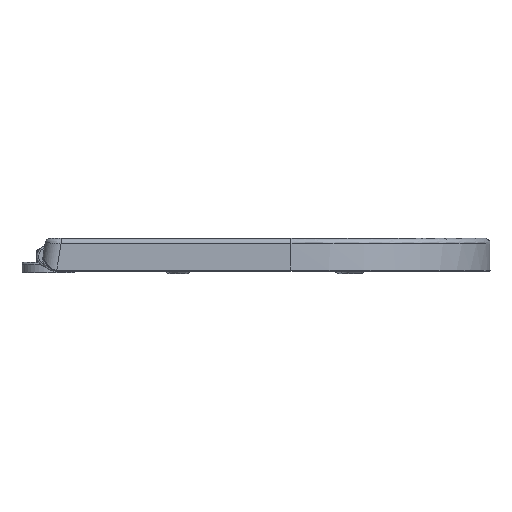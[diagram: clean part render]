
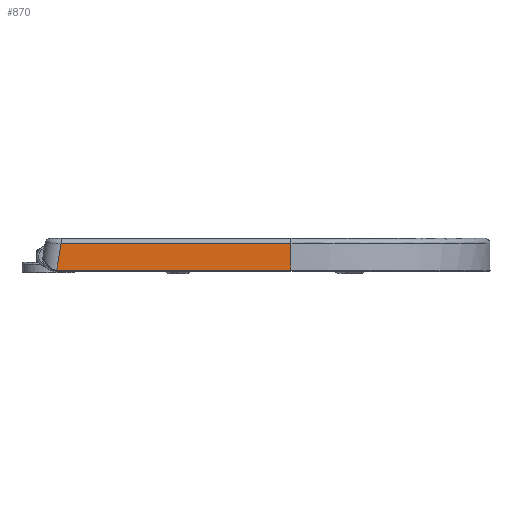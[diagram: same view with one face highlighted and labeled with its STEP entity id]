
A CAD part, front view. The second image highlights one B-rep face of the part: STEP entity #870.
In plain terms, the highlighted face is planar.
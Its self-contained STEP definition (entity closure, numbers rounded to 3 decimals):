
#316 = CARTESIAN_POINT ( 'NONE',  ( 193.547, 31.097, -177. ) ) ;
#870 = ADVANCED_FACE ( 'NONE', ( #9433 ), #23936, .F. ) ;
#2267 = AXIS2_PLACEMENT_3D ( 'NONE', #20359, #46045, #13457 ) ;
#3400 = LINE ( 'NONE', #316, #41470 ) ;
#4588 = EDGE_CURVE ( 'NONE', #34236, #21993, #6134, .T. ) ;
#5645 = DIRECTION ( 'NONE',  ( 0., -1., 0. ) ) ;
#6134 = LINE ( 'NONE', #39389, #13584 ) ;
#6957 = DIRECTION ( 'NONE',  ( -0.16, 0.987, 0. ) ) ;
#9433 = FACE_OUTER_BOUND ( 'NONE', #42438, .T. ) ;
#12024 = ORIENTED_EDGE ( 'NONE', *, *, #31378, .F. ) ;
#12545 = LINE ( 'NONE', #23253, #16515 ) ;
#13457 = DIRECTION ( 'NONE',  ( 1., 0., 0. ) ) ;
#13584 = VECTOR ( 'NONE', #31797, 1000. ) ;
#14562 = CARTESIAN_POINT ( 'NONE',  ( -26.42, 3.099, -177. ) ) ;
#16515 = VECTOR ( 'NONE', #5645, 1000. ) ;
#16587 = CARTESIAN_POINT ( 'NONE',  ( 208.353, 3.099, -177. ) ) ;
#20311 = VERTEX_POINT ( 'NONE', #36848 ) ;
#20359 = CARTESIAN_POINT ( 'NONE',  ( 208.353, 33.5, -177. ) ) ;
#21993 = VERTEX_POINT ( 'NONE', #34234 ) ;
#23253 = CARTESIAN_POINT ( 'NONE',  ( -26.42, 11.318, -177. ) ) ;
#23936 = PLANE ( 'NONE',  #2267 ) ;
#25326 = VERTEX_POINT ( 'NONE', #14562 ) ;
#25394 = EDGE_CURVE ( 'NONE', #20311, #34236, #3400, .T. ) ;
#26315 = CARTESIAN_POINT ( 'NONE',  ( 193.968, 28.5, -177. ) ) ;
#31378 = EDGE_CURVE ( 'NONE', #21993, #25326, #12545, .T. ) ;
#31509 = EDGE_CURVE ( 'NONE', #25326, #20311, #39153, .T. ) ;
#31797 = DIRECTION ( 'NONE',  ( -1., 0., 0. ) ) ;
#33216 = VECTOR ( 'NONE', #46513, 1000. ) ;
#34234 = CARTESIAN_POINT ( 'NONE',  ( -26.42, 28.5, -177. ) ) ;
#34236 = VERTEX_POINT ( 'NONE', #26315 ) ;
#35767 = ORIENTED_EDGE ( 'NONE', *, *, #4588, .F. ) ;
#36848 = CARTESIAN_POINT ( 'NONE',  ( 198.091, 3.099, -177. ) ) ;
#39153 = LINE ( 'NONE', #16587, #33216 ) ;
#39383 = ORIENTED_EDGE ( 'NONE', *, *, #31509, .F. ) ;
#39389 = CARTESIAN_POINT ( 'NONE',  ( 208.353, 28.5, -177. ) ) ;
#41470 = VECTOR ( 'NONE', #6957, 1000. ) ;
#42281 = ORIENTED_EDGE ( 'NONE', *, *, #25394, .F. ) ;
#42438 = EDGE_LOOP ( 'NONE', ( #35767, #42281, #39383, #12024 ) ) ;
#46045 = DIRECTION ( 'NONE',  ( 0., 0., 1. ) ) ;
#46513 = DIRECTION ( 'NONE',  ( 1., 0., 0. ) ) ;
